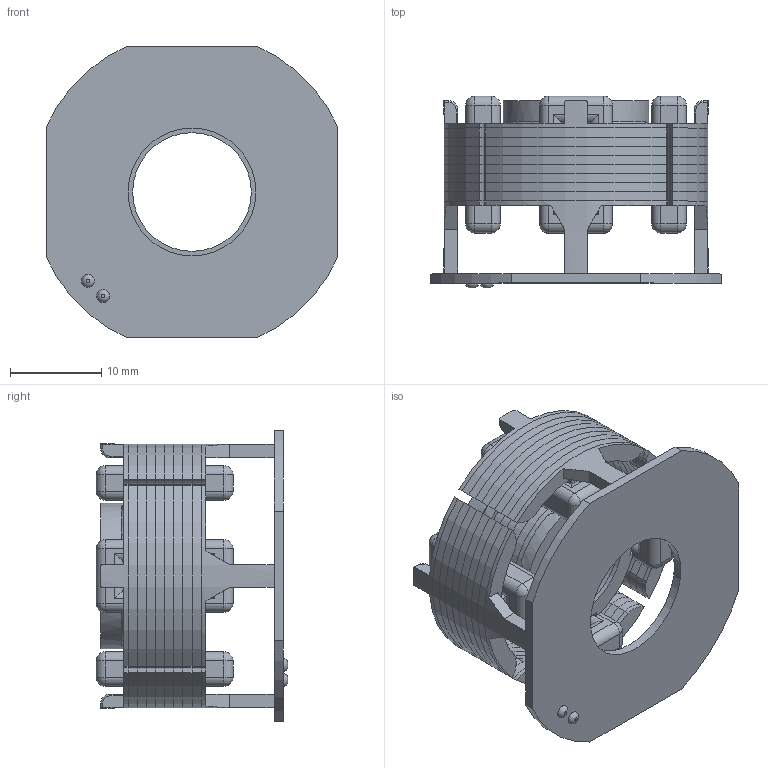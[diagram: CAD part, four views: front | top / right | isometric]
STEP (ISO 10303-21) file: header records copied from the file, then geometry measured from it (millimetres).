
FILE_DESCRIPTION(/* description */ (''),/* implementation_level */ '2;1');
FILE_NAME(/* name */ 'Motorcek.iam.step',/* time_stamp */ '2022-11-29T09:20:13+01:00',/* author */ ('diederichbenedict'),/* organization */ (''),/* preprocessor_version */ 'ST-DEVELOPER v18.1',/* originating_system */ 'Autodesk Inventor 2022',/* authorisation */ '');
FILE_SCHEMA (('AUTOMOTIVE_DESIGN { 1 0 10303 214 3 1 1 }'));
Length unit declared in the file: millimetre
Products named in the file (6): Motorcek; Vezje; Spodnji del statorja; Stator; Zgornji del statorja; Navitje
Assembly tree (15 placements, depth 2):
  Motorcek
    Vezje
    Spodnji del statorja
    Stator  x8
    Zgornji del statorja
    Navitje  x4
Bounding box: 32 x 21 x 32 mm (x, y, z)
Volume: 4830.5 mm3; surface area: 11952.1 mm2
Topology: 15 solids, 15 shells, 784 faces, 2109 edges, 1326 vertices
Faces by surface type: cylinder 501, plane 233, sphere 32, torus 16, bspline 2
Full cylindrical faces by diameter (mm): 13 x10, 14 x1, 15 x1, 16 x1
Entity records: 10285 total; most frequent: CARTESIAN_POINT 1942, DIRECTION 1842, ORIENTED_EDGE 1640, EDGE_CURVE 820, AXIS2_PLACEMENT_3D 714, VERTEX_POINT 520, LINE 414, VECTOR 414
